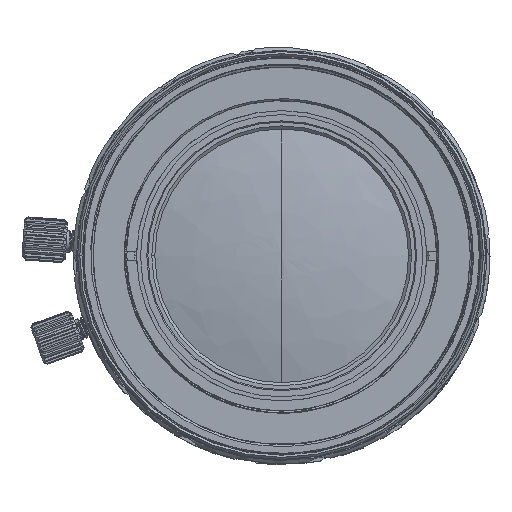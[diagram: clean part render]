
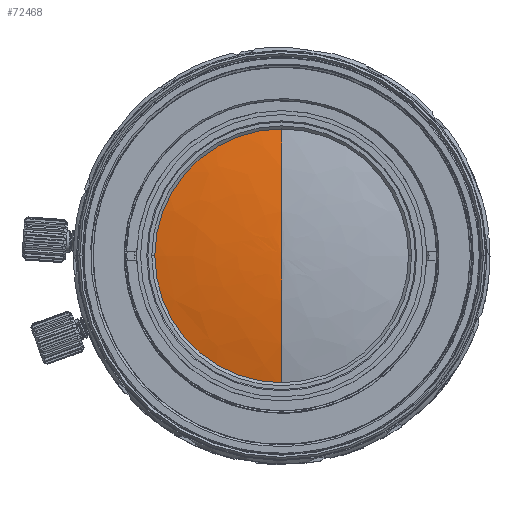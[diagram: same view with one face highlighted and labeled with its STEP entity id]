
A CAD part, top view. The second image highlights one B-rep face of the part: STEP entity #72468.
In plain terms, the highlighted free-form (B-spline) face has degree [3, 3] with [4, 4] control points.
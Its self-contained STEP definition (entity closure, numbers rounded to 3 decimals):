
#9999 = CARTESIAN_POINT ( 'NONE',  ( 0., 12.242, 35.388 ) ) ;
#13592 = DIRECTION ( 'NONE',  ( 0., -1., 0. ) ) ;
#15676 = VERTEX_POINT ( 'NONE', #117861 ) ;
#19455 = EDGE_CURVE ( 'NONE', #94681, #86197, #76975, .T. ) ;
#20696 = CARTESIAN_POINT ( 'NONE',  ( 0., 0., -22.033 ) ) ;
#25649 = CARTESIAN_POINT ( 'NONE',  ( 0., 0., 36.678 ) ) ;
#26480 = DIRECTION ( 'NONE',  ( 1., 0., 0. ) ) ;
#26993 = CARTESIAN_POINT ( 'NONE',  ( -16.429, 8.214, 36.247 ) ) ;
#29651 = CIRCLE ( 'NONE', #192271, 12.242 ) ;
#34948 = AXIS2_PLACEMENT_3D ( 'NONE', #103042, #165223, #13592 ) ;
#36632 = CIRCLE ( 'NONE', #193606, 58.711 ) ;
#38464 = EDGE_CURVE ( 'NONE', #86197, #45294, #29651, .T. ) ;
#40186 = ORIENTED_EDGE ( 'NONE', *, *, #175117, .F. ) ;
#41379 = CARTESIAN_POINT ( 'NONE',  ( 0., 0., 36.678 ) ) ;
#41553 = CARTESIAN_POINT ( 'NONE',  ( 0., 0., 35.388 ) ) ;
#42729 = CARTESIAN_POINT ( 'NONE',  ( 0., 0., 36.678 ) ) ;
#45294 = VERTEX_POINT ( 'NONE', #172483 ) ;
#49134 = CARTESIAN_POINT ( 'NONE',  ( 0., 12.242, 35.388 ) ) ;
#57890 = DIRECTION ( 'NONE',  ( 0., 0., 1. ) ) ;
#72468 = ADVANCED_FACE ( 'NONE', ( #184826 ), #188265, .F. ) ;
#74082 = CARTESIAN_POINT ( 'NONE',  ( -8.237, 4.118, 36.678 ) ) ;
#76975 = CIRCLE ( 'NONE', #199477, 58.711 ) ;
#86197 = VERTEX_POINT ( 'NONE', #49134 ) ;
#89097 = CARTESIAN_POINT ( 'NONE',  ( 0., 8.214, 36.247 ) ) ;
#90624 = CARTESIAN_POINT ( 'NONE',  ( 0., 0., -22.033 ) ) ;
#94681 = VERTEX_POINT ( 'NONE', #162888 ) ;
#102875 = CARTESIAN_POINT ( 'NONE',  ( -24.484, 12.242, 35.388 ) ) ;
#103042 = CARTESIAN_POINT ( 'NONE',  ( 0., 0., 35.388 ) ) ;
#103609 = CIRCLE ( 'NONE', #34948, 12.242 ) ;
#103766 = EDGE_CURVE ( 'NONE', #45294, #15676, #103609, .T. ) ;
#114922 = DIRECTION ( 'NONE',  ( 0., 0., 1. ) ) ;
#116284 = DIRECTION ( 'NONE',  ( -1., 0., 0. ) ) ;
#117388 = DIRECTION ( 'NONE',  ( 0., 0., 1. ) ) ;
#117861 = CARTESIAN_POINT ( 'NONE',  ( 0., -12.242, 35.388 ) ) ;
#119789 = ORIENTED_EDGE ( 'NONE', *, *, #19455, .T. ) ;
#121282 = CARTESIAN_POINT ( 'NONE',  ( 0., -4.118, 36.678 ) ) ;
#134950 = CARTESIAN_POINT ( 'NONE',  ( -16.429, -8.214, 36.247 ) ) ;
#141029 = ORIENTED_EDGE ( 'NONE', *, *, #38464, .T. ) ;
#150004 = CARTESIAN_POINT ( 'NONE',  ( 0., 4.118, 36.678 ) ) ;
#152019 = CARTESIAN_POINT ( 'NONE',  ( 0., -12.242, 35.388 ) ) ;
#162309 = EDGE_LOOP ( 'NONE', ( #40186, #119789, #141029, #178474 ) ) ;
#162888 = CARTESIAN_POINT ( 'NONE',  ( 0., 0., 36.678 ) ) ;
#165223 = DIRECTION ( 'NONE',  ( 0., 0., 1. ) ) ;
#167100 = CARTESIAN_POINT ( 'NONE',  ( 0., 0., 36.678 ) ) ;
#168454 = CARTESIAN_POINT ( 'NONE',  ( 0., -8.214, 36.247 ) ) ;
#172483 = CARTESIAN_POINT ( 'NONE',  ( -12.242, 0., 35.388 ) ) ;
#175117 = EDGE_CURVE ( 'NONE', #94681, #15676, #36632, .T. ) ;
#178474 = ORIENTED_EDGE ( 'NONE', *, *, #103766, .T. ) ;
#182237 = CARTESIAN_POINT ( 'NONE',  ( -8.237, -4.118, 36.678 ) ) ;
#184826 = FACE_OUTER_BOUND ( 'NONE', #162309, .T. ) ;
#188265 =( BOUNDED_SURFACE ( )  B_SPLINE_SURFACE ( 3, 3, ( 
 ( #167100, #25649, #42729, #41379 ),
 ( #121282, #182237, #74082, #150004 ),
 ( #168454, #134950, #26993, #89097 ),
 ( #152019, #198600, #102875, #9999 ) ),
 .UNSPECIFIED., .F., .F., .F. ) 
 B_SPLINE_SURFACE_WITH_KNOTS ( ( 4, 4 ),
 ( 4, 4 ),
 ( 0., 1. ),
 ( 0., 1. ),
 .UNSPECIFIED. ) 
 GEOMETRIC_REPRESENTATION_ITEM ( )  RATIONAL_B_SPLINE_SURFACE ( (
 ( 1., 0.333, 0.333, 1.),
 ( 0.996, 0.332, 0.332, 0.996),
 ( 0.996, 0.332, 0.332, 0.996),
 ( 1., 0.333, 0.333, 1.) ) ) 
 REPRESENTATION_ITEM ( '' )  SURFACE ( )  );
#192271 = AXIS2_PLACEMENT_3D ( 'NONE', #41553, #117388, #196081 ) ;
#193606 = AXIS2_PLACEMENT_3D ( 'NONE', #90624, #26480, #57890 ) ;
#196081 = DIRECTION ( 'NONE',  ( 0., -1., 0. ) ) ;
#198600 = CARTESIAN_POINT ( 'NONE',  ( -24.484, -12.242, 35.388 ) ) ;
#199477 = AXIS2_PLACEMENT_3D ( 'NONE', #20696, #116284, #114922 ) ;
